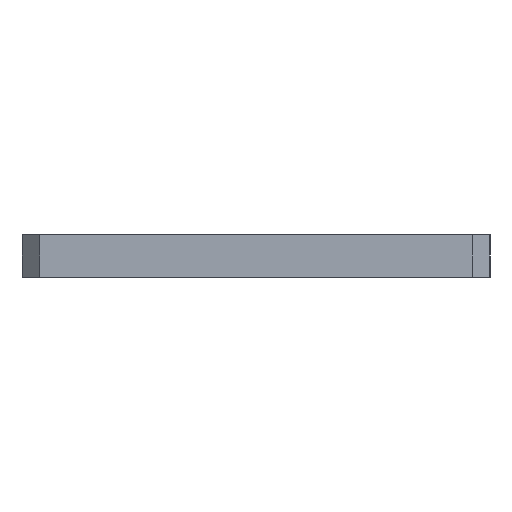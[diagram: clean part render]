
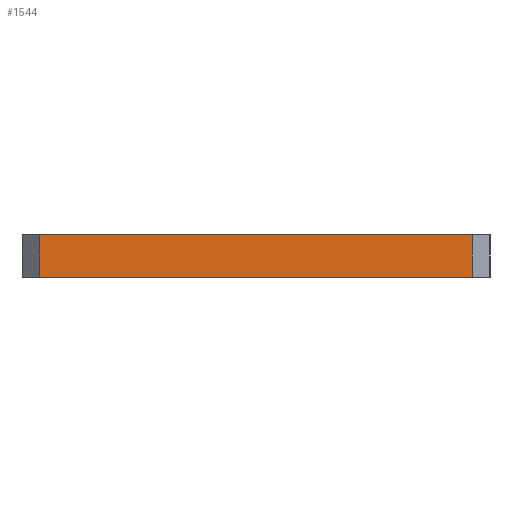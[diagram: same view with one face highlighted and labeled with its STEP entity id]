
A CAD part, left-side view. The second image highlights one B-rep face of the part: STEP entity #1544.
In plain terms, the highlighted planar face has unit normal (-1, 0, 0).
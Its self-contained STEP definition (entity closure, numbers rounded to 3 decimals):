
#98=PLANE('',#1719);
#183=FACE_OUTER_BOUND('',#281,.T.);
#281=EDGE_LOOP('',(#1342,#1343,#1344,#1345));
#421=LINE('',#2571,#555);
#441=LINE('',#2610,#575);
#442=LINE('',#2612,#576);
#443=LINE('',#2613,#577);
#555=VECTOR('',#2139,10.);
#575=VECTOR('',#2171,10.);
#576=VECTOR('',#2174,10.);
#577=VECTOR('',#2175,10.);
#778=VERTEX_POINT('',#2567);
#780=VERTEX_POINT('',#2570);
#792=VERTEX_POINT('',#2606);
#793=VERTEX_POINT('',#2608);
#981=EDGE_CURVE('',#778,#780,#421,.T.);
#1001=EDGE_CURVE('',#792,#793,#441,.T.);
#1002=EDGE_CURVE('',#778,#792,#442,.T.);
#1003=EDGE_CURVE('',#780,#793,#443,.T.);
#1342=ORIENTED_EDGE('',*,*,#1002,.T.);
#1343=ORIENTED_EDGE('',*,*,#1001,.T.);
#1344=ORIENTED_EDGE('',*,*,#1003,.F.);
#1345=ORIENTED_EDGE('',*,*,#981,.F.);
#1544=ADVANCED_FACE('',(#183),#98,.T.);
#1719=AXIS2_PLACEMENT_3D('',#2611,#2172,#2173);
#2139=DIRECTION('',(0.,0.,1.));
#2171=DIRECTION('',(0.,0.,1.));
#2172=DIRECTION('center_axis',(-1.,0.,0.));
#2173=DIRECTION('ref_axis',(0.,-1.,0.));
#2174=DIRECTION('',(0.,-1.,0.));
#2175=DIRECTION('',(0.,-1.,0.));
#2567=CARTESIAN_POINT('',(-114.75,60.4,0.));
#2570=CARTESIAN_POINT('',(-114.75,60.4,12.));
#2571=CARTESIAN_POINT('',(-114.75,60.4,0.));
#2606=CARTESIAN_POINT('',(-114.75,-60.4,0.));
#2608=CARTESIAN_POINT('',(-114.75,-60.4,12.));
#2610=CARTESIAN_POINT('',(-114.75,-60.4,0.));
#2611=CARTESIAN_POINT('Origin',(-114.75,60.4,0.));
#2612=CARTESIAN_POINT('',(-114.75,60.4,0.));
#2613=CARTESIAN_POINT('',(-114.75,60.4,12.));
